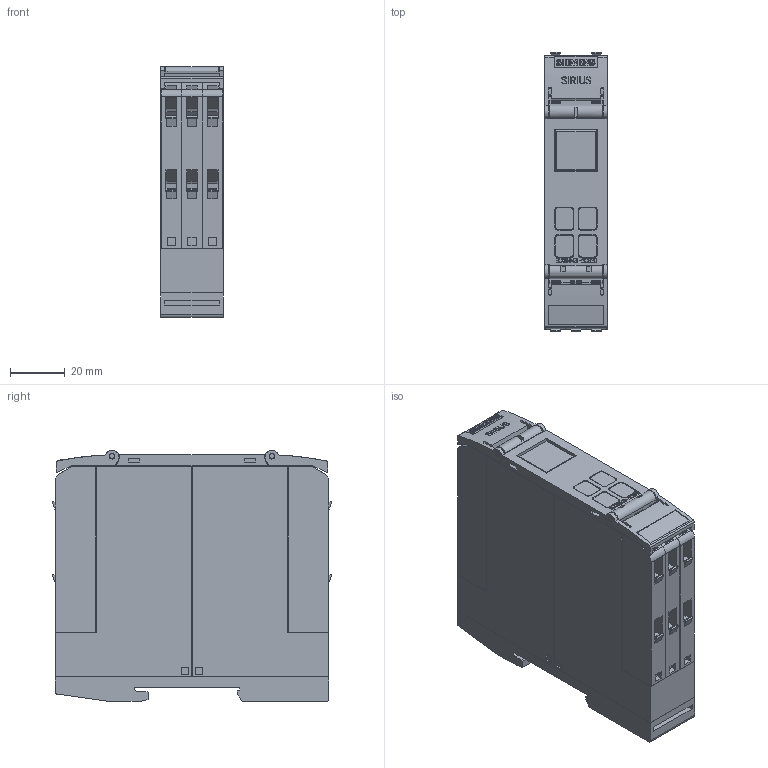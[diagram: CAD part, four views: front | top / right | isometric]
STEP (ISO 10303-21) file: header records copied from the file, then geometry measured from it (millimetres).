
FILE_DESCRIPTION(('STEP AP214'),'1');
FILE_NAME('cctmp_27828386-DE6D-4E85-BA9D-FA55B04CD9D6_2024_05_27_11_12_51_0782..stp','2024-05-27T09:12:52',('SIEMENS A&D'),('CADClick - www.CADClick.com'),'Spatial InterOp 3D',' ','unknown authorization');
FILE_SCHEMA(('AUTOMOTIVE_DESIGN'));
Length unit declared in the file: millimetre
Products named in the file (1): 3UG5643-2CS20
Bounding box: 22.8 x 101.96 x 91.6 mm (x, y, z)
Volume: 183456.2 mm3; surface area: 49526.7 mm2
Topology: 1 solids, 1 shells, 1666 faces, 4738 edges, 3146 vertices
Faces by surface type: plane 1418, cylinder 232, torus 16
Entity records: 67517 total; most frequent: CARTESIAN_POINT 10219, ORIENTED_EDGE 9460, DIRECTION 8609, EDGE_CURVE 4730, LINE 4093, VECTOR 4093, VERTEX_POINT 3146, AXIS2_PLACEMENT_3D 2258
